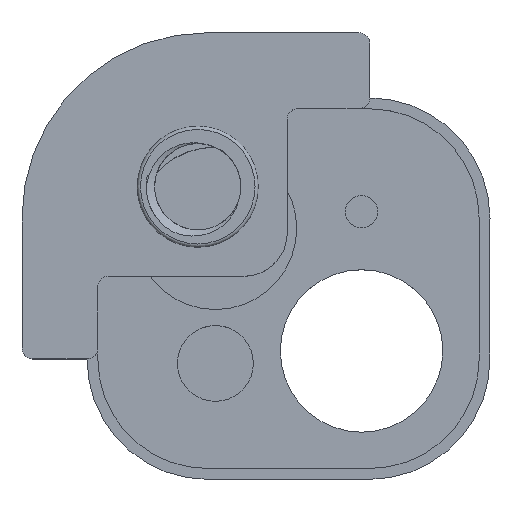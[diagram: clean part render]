
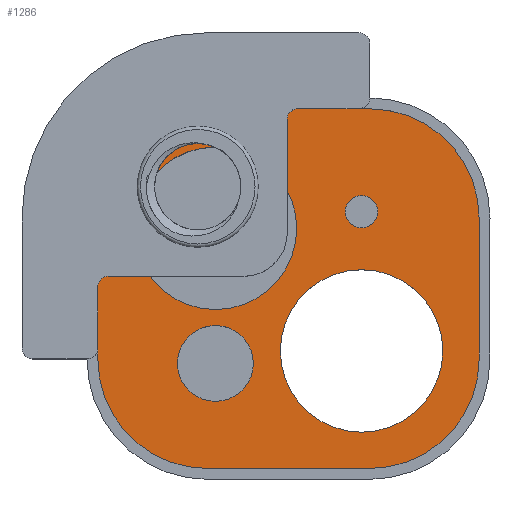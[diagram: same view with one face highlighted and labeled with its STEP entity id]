
A CAD part, top view. The second image highlights one B-rep face of the part: STEP entity #1286.
In plain terms, the highlighted planar face has unit normal (0, 0, 1).
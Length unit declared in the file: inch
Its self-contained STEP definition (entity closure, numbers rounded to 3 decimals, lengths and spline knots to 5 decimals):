
#23=FACE_BOUND('',#206,.T.);
#24=FACE_BOUND('',#207,.T.);
#25=FACE_BOUND('',#208,.T.);
#26=FACE_BOUND('',#209,.T.);
#56=PLANE('',#1425);
#130=FACE_OUTER_BOUND('',#205,.T.);
#205=EDGE_LOOP('',(#1162,#1163,#1164,#1165,#1166,#1167,#1168,#1169));
#206=EDGE_LOOP('',(#1170));
#207=EDGE_LOOP('',(#1171));
#208=EDGE_LOOP('',(#1172));
#209=EDGE_LOOP('',(#1173));
#254=CIRCLE('',#1395,0.29528);
#256=CIRCLE('',#1399,0.1378);
#258=CIRCLE('',#1403,0.05906);
#261=CIRCLE('',#1408,0.29528);
#262=CIRCLE('',#1411,0.39764);
#264=CIRCLE('',#1415,0.39764);
#266=CIRCLE('',#1419,0.39764);
#268=CIRCLE('',#1423,0.39764);
#382=LINE('',#3096,#485);
#387=LINE('',#3110,#490);
#391=LINE('',#3122,#494);
#395=LINE('',#3134,#498);
#485=VECTOR('',#1730,0.3937);
#490=VECTOR('',#1743,0.3937);
#494=VECTOR('',#1755,0.3937);
#498=VECTOR('',#1767,0.3937);
#601=VERTEX_POINT('',#3067);
#603=VERTEX_POINT('',#3074);
#605=VERTEX_POINT('',#3081);
#608=VERTEX_POINT('',#3090);
#609=VERTEX_POINT('',#3094);
#610=VERTEX_POINT('',#3095);
#613=VERTEX_POINT('',#3103);
#615=VERTEX_POINT('',#3109);
#617=VERTEX_POINT('',#3115);
#619=VERTEX_POINT('',#3121);
#621=VERTEX_POINT('',#3127);
#623=VERTEX_POINT('',#3133);
#775=EDGE_CURVE('',#601,#601,#254,.T.);
#778=EDGE_CURVE('',#603,#603,#256,.T.);
#781=EDGE_CURVE('',#605,#605,#258,.T.);
#786=EDGE_CURVE('',#608,#608,#261,.T.);
#787=EDGE_CURVE('',#609,#610,#382,.T.);
#791=EDGE_CURVE('',#610,#613,#262,.T.);
#794=EDGE_CURVE('',#613,#615,#387,.T.);
#797=EDGE_CURVE('',#615,#617,#264,.T.);
#800=EDGE_CURVE('',#619,#617,#391,.T.);
#803=EDGE_CURVE('',#619,#621,#266,.T.);
#806=EDGE_CURVE('',#621,#623,#395,.T.);
#809=EDGE_CURVE('',#623,#609,#268,.T.);
#1162=ORIENTED_EDGE('',*,*,#809,.T.);
#1163=ORIENTED_EDGE('',*,*,#787,.T.);
#1164=ORIENTED_EDGE('',*,*,#791,.T.);
#1165=ORIENTED_EDGE('',*,*,#794,.T.);
#1166=ORIENTED_EDGE('',*,*,#797,.T.);
#1167=ORIENTED_EDGE('',*,*,#800,.F.);
#1168=ORIENTED_EDGE('',*,*,#803,.T.);
#1169=ORIENTED_EDGE('',*,*,#806,.T.);
#1170=ORIENTED_EDGE('',*,*,#775,.T.);
#1171=ORIENTED_EDGE('',*,*,#778,.T.);
#1172=ORIENTED_EDGE('',*,*,#781,.T.);
#1173=ORIENTED_EDGE('',*,*,#786,.T.);
#1286=ADVANCED_FACE('',(#130,#23,#24,#25,#26),#56,.T.);
#1395=AXIS2_PLACEMENT_3D('',#3068,#1696,#1697);
#1399=AXIS2_PLACEMENT_3D('',#3075,#1705,#1706);
#1403=AXIS2_PLACEMENT_3D('',#3082,#1714,#1715);
#1408=AXIS2_PLACEMENT_3D('',#3092,#1726,#1727);
#1411=AXIS2_PLACEMENT_3D('',#3104,#1736,#1737);
#1415=AXIS2_PLACEMENT_3D('',#3116,#1748,#1749);
#1419=AXIS2_PLACEMENT_3D('',#3128,#1760,#1761);
#1423=AXIS2_PLACEMENT_3D('',#3139,#1772,#1773);
#1425=AXIS2_PLACEMENT_3D('',#3141,#1776,#1777);
#1696=DIRECTION('center_axis',(0.,0.,-1.));
#1697=DIRECTION('ref_axis',(1.,0.,0.));
#1705=DIRECTION('center_axis',(0.,0.,-1.));
#1706=DIRECTION('ref_axis',(1.,0.,0.));
#1714=DIRECTION('center_axis',(0.,0.,-1.));
#1715=DIRECTION('ref_axis',(1.,0.,0.));
#1726=DIRECTION('center_axis',(0.,0.,-1.));
#1727=DIRECTION('ref_axis',(1.,0.,0.));
#1730=DIRECTION('',(0.,-1.,0.));
#1736=DIRECTION('center_axis',(0.,0.,1.));
#1737=DIRECTION('ref_axis',(-1.,0.,0.));
#1743=DIRECTION('',(1.,0.,0.));
#1748=DIRECTION('center_axis',(0.,0.,1.));
#1749=DIRECTION('ref_axis',(0.,-1.,0.));
#1755=DIRECTION('',(0.,-1.,0.));
#1760=DIRECTION('center_axis',(0.,0.,1.));
#1761=DIRECTION('ref_axis',(1.,0.,0.));
#1767=DIRECTION('',(-1.,0.,0.));
#1772=DIRECTION('center_axis',(0.,0.,1.));
#1773=DIRECTION('ref_axis',(0.,1.,0.));
#1776=DIRECTION('center_axis',(0.,0.,1.));
#1777=DIRECTION('ref_axis',(1.,0.,0.));
#3067=CARTESIAN_POINT('',(-0.26535,-0.43437,0.));
#3068=CARTESIAN_POINT('Origin',(0.02992,-0.43437,0.));
#3074=CARTESIAN_POINT('',(-0.10827,-0.92547,0.));
#3075=CARTESIAN_POINT('Origin',(0.02953,-0.92547,0.));
#3081=CARTESIAN_POINT('',(0.50157,-0.3739,0.));
#3082=CARTESIAN_POINT('Origin',(0.56063,-0.3739,0.));
#3090=CARTESIAN_POINT('',(0.26575,-0.88004,0.));
#3092=CARTESIAN_POINT('Origin',(0.56102,-0.88004,0.));
#3094=CARTESIAN_POINT('',(-0.39764,-0.39764,0.));
#3095=CARTESIAN_POINT('',(-0.39764,-0.90945,0.));
#3096=CARTESIAN_POINT('',(-0.39764,-0.39764,0.));
#3103=CARTESIAN_POINT('',(0.,-1.30709,0.));
#3104=CARTESIAN_POINT('Origin',(0.,-0.90945,
0.));
#3109=CARTESIAN_POINT('',(0.59055,-1.30709,0.));
#3110=CARTESIAN_POINT('',(0.,-1.30709,0.));
#3115=CARTESIAN_POINT('',(0.98819,-0.90945,0.));
#3116=CARTESIAN_POINT('Origin',(0.59055,-0.90945,0.));
#3121=CARTESIAN_POINT('',(0.98819,-0.39764,0.));
#3122=CARTESIAN_POINT('',(0.98819,-0.39764,0.));
#3127=CARTESIAN_POINT('',(0.59055,0.,0.));
#3128=CARTESIAN_POINT('Origin',(0.59055,-0.39764,0.));
#3133=CARTESIAN_POINT('',(0.,0.,0.));
#3134=CARTESIAN_POINT('',(0.59055,0.,0.));
#3139=CARTESIAN_POINT('Origin',(0.,-0.39764,
0.));
#3141=CARTESIAN_POINT('Origin',(0.29528,-0.65354,0.));
